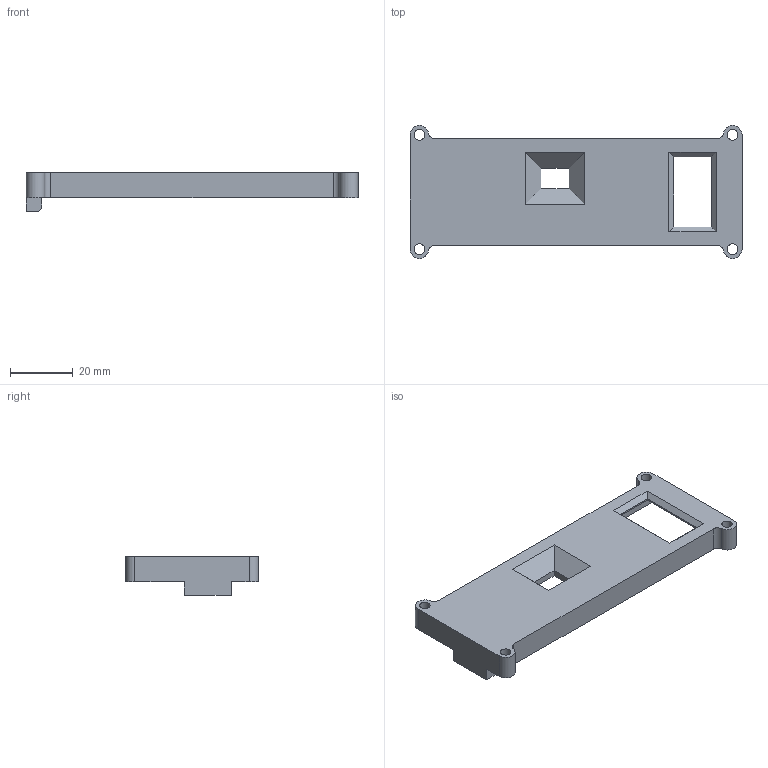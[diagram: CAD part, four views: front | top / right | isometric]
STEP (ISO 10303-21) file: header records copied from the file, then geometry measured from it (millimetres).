
FILE_DESCRIPTION(/* description */ (''),/* implementation_level */ '2;1');
FILE_NAME(/* name */ 'FastTrackTidalVolumeMeter Lid-v1.stp',/* time_stamp */ '2020-04-03T13:45:44-07:00',/* author */ (''),/* organization */ (''),/* preprocessor_version */ 'ST-DEVELOPER v18.1',/* originating_system */ 'Autodesk Inventor 2021',/* authorisation */ '');
FILE_SCHEMA (('AUTOMOTIVE_DESIGN { 1 0 10303 214 3 1 1 }'));
Length unit declared in the file: millimetre
Products named in the file (1): FastTrackTidalVolumeMeter Lid
Bounding box: 106 x 42.48 x 12.26 mm (x, y, z)
Volume: 11086.8 mm3; surface area: 11695.8 mm2
Topology: 1 solids, 1 shells, 202 faces, 542 edges, 361 vertices
Faces by surface type: plane 108, bspline 65, cylinder 25, cone 4
Full cylindrical faces by diameter (mm): 1.854 x4, 3.4 x4
Entity records: 7029 total; most frequent: CARTESIAN_POINT 2267, ORIENTED_EDGE 1084, DIRECTION 758, EDGE_CURVE 542, VERTEX_POINT 361, LINE 342, VECTOR 342, EDGE_LOOP 233
